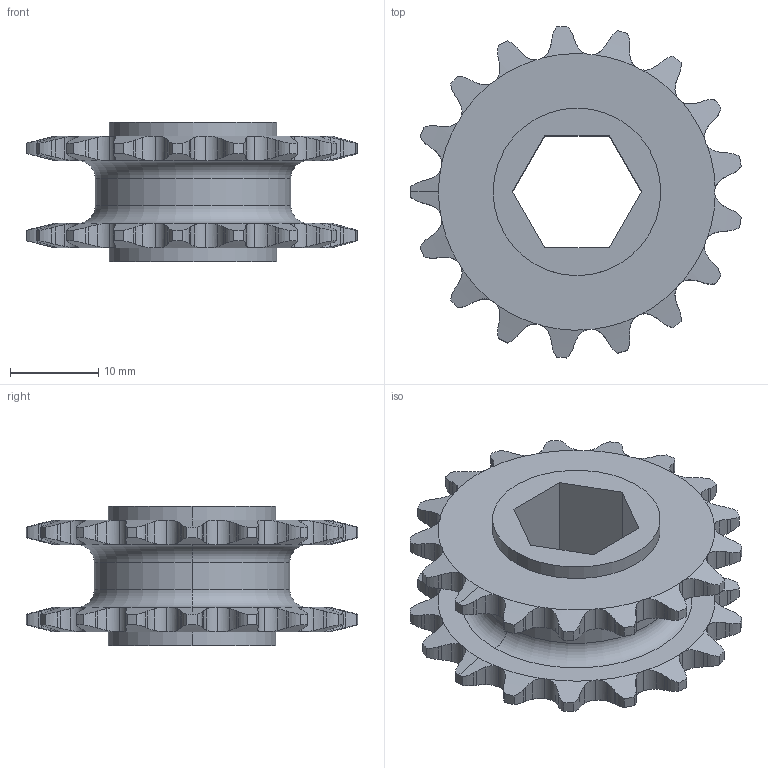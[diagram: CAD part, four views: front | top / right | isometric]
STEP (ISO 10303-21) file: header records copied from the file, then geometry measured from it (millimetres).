
FILE_DESCRIPTION (( 'STEP AP214' ), '1' );
FILE_NAME ('217-7372 20200930.STEP', '2020-10-01T15:20:55', ( '' ), ( '' ), 'SwSTEP 2.0', 'SolidWorks 2019', '' );
FILE_SCHEMA (( 'AUTOMOTIVE_DESIGN' ));
Length unit declared in the file: millimetre
Products named in the file (1): 217-7372 20200930
Bounding box: 37.56 x 37.71 x 15.88 mm (x, y, z)
Volume: 6520.2 mm3; surface area: 4604.8 mm2
Topology: 1 solids, 1 shells, 398 faces, 1172 edges, 780 vertices
Faces by surface type: cylinder 244, plane 80, cone 70, torus 4
Entity records: 14386 total; most frequent: CARTESIAN_POINT 4527, ORIENTED_EDGE 2344, DIRECTION 1722, EDGE_CURVE 1172, VERTEX_POINT 780, AXIS2_PLACEMENT_3D 695, B_SPLINE_CURVE_WITH_KNOTS 544, EDGE_LOOP 404
